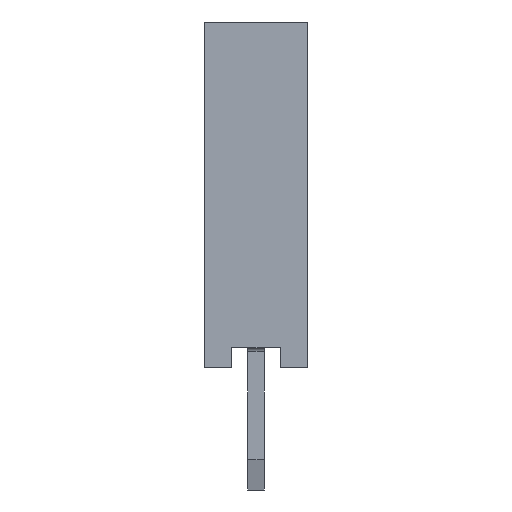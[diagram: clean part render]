
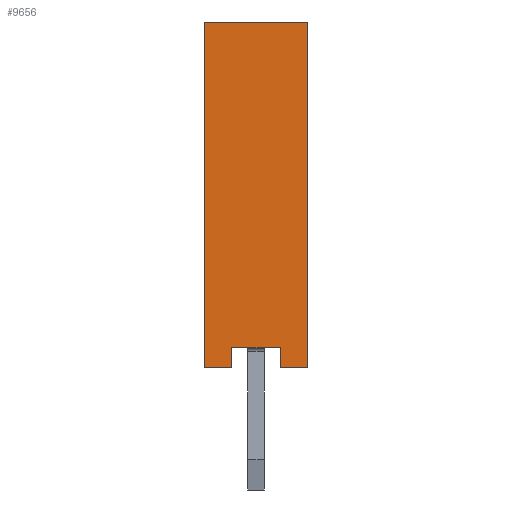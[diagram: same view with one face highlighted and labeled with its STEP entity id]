
A CAD part, left-side view. The second image highlights one B-rep face of the part: STEP entity #9656.
In plain terms, the highlighted planar face has unit normal (-1, 0, 0).
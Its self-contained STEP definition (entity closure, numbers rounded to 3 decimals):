
#9656=ADVANCED_FACE('',(#20788),#20790,.T.);
#20788=FACE_BOUND('',#20789,.T.);
#20789=EDGE_LOOP('',(#29901,#29902,#29903,#29904,#29905,#29906,#29907,#29908));
#20790=PLANE('',#20791);
#20791=AXIS2_PLACEMENT_3D('',#20792,#20793,#20794);
#20792=CARTESIAN_POINT('',(-1.27,1.27,0.));
#20793=DIRECTION('',(-1.,0.,0.));
#20794=DIRECTION('',(0.,-1.,0.));
#29901=ORIENTED_EDGE('',*,*,#35289,.T.);
#29902=ORIENTED_EDGE('',*,*,#35290,.T.);
#29903=ORIENTED_EDGE('',*,*,#35291,.T.);
#29904=ORIENTED_EDGE('',*,*,#35292,.F.);
#29905=ORIENTED_EDGE('',*,*,#35293,.F.);
#29906=ORIENTED_EDGE('',*,*,#35294,.T.);
#29907=ORIENTED_EDGE('',*,*,#35295,.T.);
#29908=ORIENTED_EDGE('',*,*,#33561,.T.);
#33561=EDGE_CURVE('',#39141,#39142,#39143,.T.);
#35289=EDGE_CURVE('',#39142,#41713,#41714,.F.);
#35290=EDGE_CURVE('',#41713,#41715,#41716,.T.);
#35291=EDGE_CURVE('',#41715,#41717,#41718,.T.);
#35292=EDGE_CURVE('',#41719,#41717,#41720,.T.);
#35293=EDGE_CURVE('',#41721,#41719,#41722,.T.);
#35294=EDGE_CURVE('',#41721,#41723,#41724,.T.);
#35295=EDGE_CURVE('',#41723,#39141,#41725,.F.);
#39141=VERTEX_POINT('',#49613);
#39142=VERTEX_POINT('',#49614);
#39143=LINE('',#49615,#49616);
#41713=VERTEX_POINT('',#55901);
#41714=LINE('',#55902,#55903);
#41715=VERTEX_POINT('',#55905);
#41716=LINE('',#55906,#55907);
#41717=VERTEX_POINT('',#55909);
#41718=LINE('',#55910,#55911);
#41719=VERTEX_POINT('',#55913);
#41720=LINE('',#55914,#55915);
#41721=VERTEX_POINT('',#55917);
#41722=LINE('',#55918,#55919);
#41723=VERTEX_POINT('',#55921);
#41724=LINE('',#55922,#55923);
#41725=LINE('',#55925,#55926);
#49613=CARTESIAN_POINT('',(-1.27,0.6,0.5));
#49614=CARTESIAN_POINT('',(-1.27,-0.6,0.5));
#49615=CARTESIAN_POINT('',(-1.27,0.6,0.5));
#49616=VECTOR('',#49617,1.);
#49617=DIRECTION('',(0.,-1.,0.));
#55901=CARTESIAN_POINT('',(-1.27,-0.6,0.));
#55902=CARTESIAN_POINT('',(-1.27,-0.6,0.));
#55903=VECTOR('',#55904,1.);
#55904=DIRECTION('',(0.,0.,1.));
#55905=CARTESIAN_POINT('',(-1.27,-1.27,0.));
#55906=CARTESIAN_POINT('',(-1.27,-0.6,0.));
#55907=VECTOR('',#55908,1.);
#55908=DIRECTION('',(0.,-1.,0.));
#55909=CARTESIAN_POINT('',(-1.27,-1.27,8.5));
#55910=CARTESIAN_POINT('',(-1.27,-1.27,0.));
#55911=VECTOR('',#55912,1.);
#55912=DIRECTION('',(0.,0.,1.));
#55913=CARTESIAN_POINT('',(-1.27,1.27,8.5));
#55914=CARTESIAN_POINT('',(-1.27,1.27,8.5));
#55915=VECTOR('',#55916,1.);
#55916=DIRECTION('',(0.,-1.,0.));
#55917=CARTESIAN_POINT('',(-1.27,1.27,0.));
#55918=CARTESIAN_POINT('',(-1.27,1.27,0.));
#55919=VECTOR('',#55920,1.);
#55920=DIRECTION('',(0.,0.,1.));
#55921=CARTESIAN_POINT('',(-1.27,0.6,0.));
#55922=CARTESIAN_POINT('',(-1.27,1.27,0.));
#55923=VECTOR('',#55924,1.);
#55924=DIRECTION('',(0.,-1.,0.));
#55925=CARTESIAN_POINT('',(-1.27,0.6,0.5));
#55926=VECTOR('',#55927,1.);
#55927=DIRECTION('',(0.,0.,-1.));
